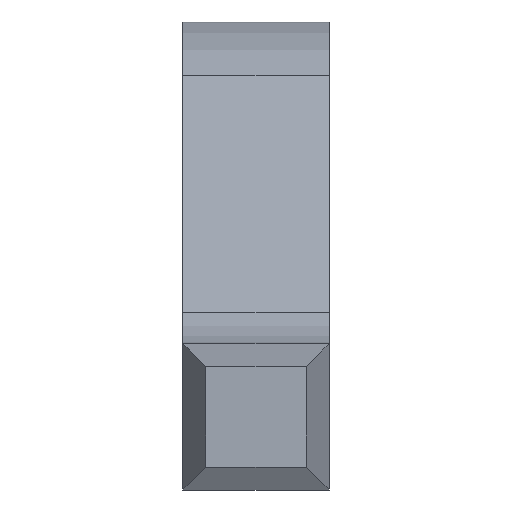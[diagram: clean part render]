
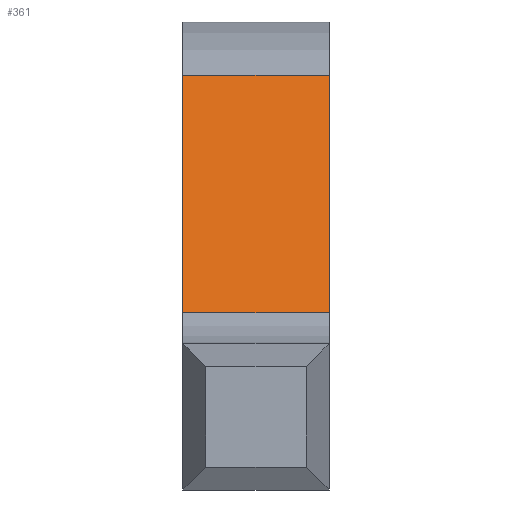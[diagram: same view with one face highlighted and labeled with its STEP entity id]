
A CAD part, front view. The second image highlights one B-rep face of the part: STEP entity #361.
In plain terms, the highlighted planar face has unit normal (0, -0.538, 0.843).
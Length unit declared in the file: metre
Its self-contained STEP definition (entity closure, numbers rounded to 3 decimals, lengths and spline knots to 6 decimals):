
#12=PLANE('',#398);
#44=ORIENTED_EDGE('',*,*,#148,.T.);
#45=ORIENTED_EDGE('',*,*,#149,.F.);
#46=ORIENTED_EDGE('',*,*,#144,.F.);
#47=ORIENTED_EDGE('',*,*,#150,.F.);
#144=EDGE_CURVE('',#196,#197,#228,.T.);
#148=EDGE_CURVE('',#200,#201,#229,.T.);
#149=EDGE_CURVE('',#197,#201,#230,.T.);
#150=EDGE_CURVE('',#200,#196,#231,.T.);
#196=VERTEX_POINT('',#532);
#197=VERTEX_POINT('',#533);
#200=VERTEX_POINT('',#544);
#201=VERTEX_POINT('',#545);
#228=LINE('',#531,#270);
#229=LINE('',#543,#271);
#230=LINE('',#546,#272);
#231=LINE('',#547,#273);
#270=VECTOR('',#429,1.);
#271=VECTOR('',#436,1.);
#272=VECTOR('',#437,1.);
#273=VECTOR('',#438,1.);
#313=EDGE_LOOP('',(#44,#45,#46,#47));
#335=FACE_BOUND('',#313,.T.);
#361=ADVANCED_FACE('',(#335),#12,.T.);
#398=AXIS2_PLACEMENT_3D('',#542,#434,#435);
#429=DIRECTION('',(1.,0.,0.));
#434=DIRECTION('',(0.,-0.538,0.843));
#435=DIRECTION('',(0.,-0.843,-0.538));
#436=DIRECTION('',(1.,0.,0.));
#437=DIRECTION('',(0.,-0.843,-0.538));
#438=DIRECTION('',(0.,0.843,0.538));
#531=CARTESIAN_POINT('',(0.,0.004514,0.001495));
#532=CARTESIAN_POINT('',(-0.00032,0.004514,0.001495));
#533=CARTESIAN_POINT('',(0.00032,0.004514,0.001495));
#542=CARTESIAN_POINT('',(0.,0.004514,0.001495));
#543=CARTESIAN_POINT('',(0.,0.002882,0.000455));
#544=CARTESIAN_POINT('',(-0.00032,0.002882,0.000455));
#545=CARTESIAN_POINT('',(0.00032,0.002882,0.000455));
#546=CARTESIAN_POINT('',(0.00032,0.004514,0.001495));
#547=CARTESIAN_POINT('',(-0.00032,0.004514,0.001495));
